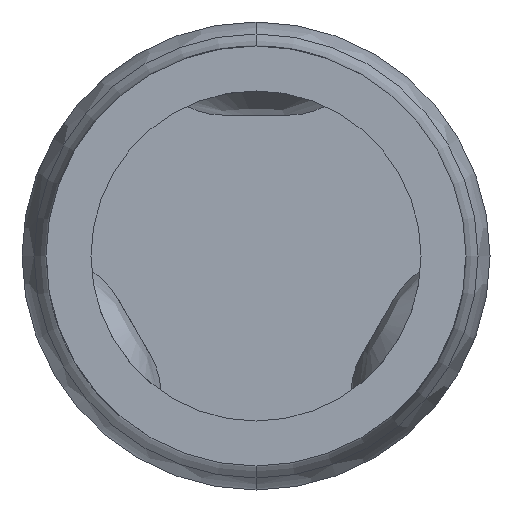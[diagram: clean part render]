
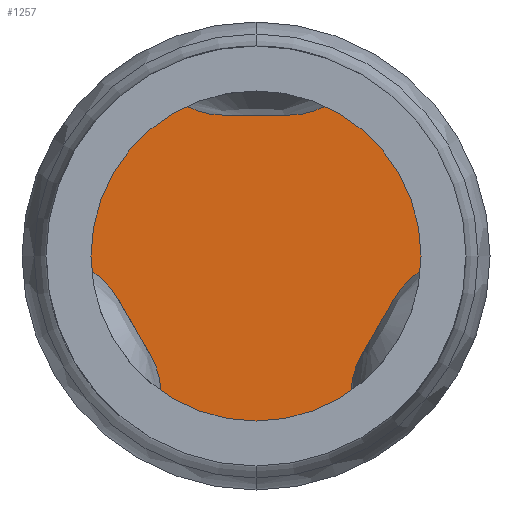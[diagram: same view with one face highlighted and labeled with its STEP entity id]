
A CAD part, front view. The second image highlights one B-rep face of the part: STEP entity #1257.
In plain terms, the highlighted planar face has unit normal (0, -1, 0).
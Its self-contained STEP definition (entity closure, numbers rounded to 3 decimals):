
#7 = ORIENTED_EDGE ( 'NONE', *, *, #5316, .F. ) ;
#433 = CARTESIAN_POINT ( 'NONE',  ( 0., -27.8, 0. ) ) ;
#664 = EDGE_CURVE ( 'Defeature ausgef�hrt1_0+Defeature ausgef�hrt1_43+Defeature ausgef�hrt1_43+Defeature ausgef�hrt1_43', #1812, #2544, #1433, .T. ) ;
#718 = ORIENTED_EDGE ( 'NONE', *, *, #664, .F. ) ;
#878 = DIRECTION ( 'NONE',  ( 0., 0., -1. ) ) ;
#915 = FACE_OUTER_BOUND ( 'NONE', #1699, .T. ) ;
#1179 = AXIS2_PLACEMENT_3D ( 'NONE', #2462, #1584, #2900 ) ;
#1257 = ADVANCED_FACE ( 'Defeature ausgef�hrt1_43', ( #915 ), #2558, .F. ) ;
#1433 = CIRCLE ( 'NONE', #1840, 0.276 ) ;
#1584 = DIRECTION ( 'NONE',  ( 0., 1., 0. ) ) ;
#1625 = AXIS2_PLACEMENT_3D ( 'NONE', #433, #2160, #4765 ) ;
#1674 = CARTESIAN_POINT ( 'NONE',  ( 0., -27.8, 0. ) ) ;
#1699 = EDGE_LOOP ( 'NONE', ( #7, #718 ) ) ;
#1812 = VERTEX_POINT ( 'NONE', #4869 ) ;
#1835 = CARTESIAN_POINT ( 'NONE',  ( 0., -27.8, 0.276 ) ) ;
#1840 = AXIS2_PLACEMENT_3D ( 'NONE', #1674, #5193, #878 ) ;
#2160 = DIRECTION ( 'NONE',  ( 0., 1., 0. ) ) ;
#2462 = CARTESIAN_POINT ( 'NONE',  ( 0., -27.8, 0. ) ) ;
#2544 = VERTEX_POINT ( 'NONE', #1835 ) ;
#2558 = PLANE ( 'NONE',  #1625 ) ;
#2900 = DIRECTION ( 'NONE',  ( 0., 0., -1. ) ) ;
#3689 = CIRCLE ( 'NONE', #1179, 0.276 ) ;
#4765 = DIRECTION ( 'NONE',  ( 0., 0., 1. ) ) ;
#4869 = CARTESIAN_POINT ( 'NONE',  ( 0., -27.8, -0.276 ) ) ;
#5193 = DIRECTION ( 'NONE',  ( 0., 1., 0. ) ) ;
#5316 = EDGE_CURVE ( 'Defeature ausgef�hrt1_0+Defeature ausgef�hrt1_43+Defeature ausgef�hrt1_43+Defeature ausgef�hrt1_43', #2544, #1812, #3689, .T. ) ;
